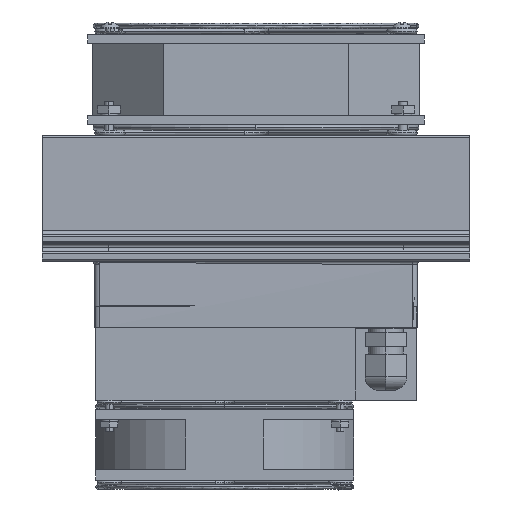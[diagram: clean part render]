
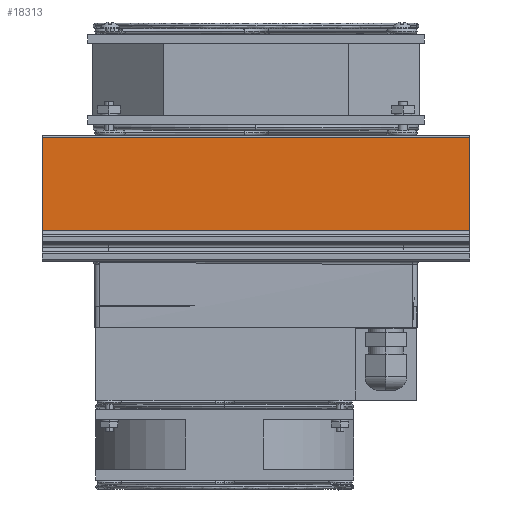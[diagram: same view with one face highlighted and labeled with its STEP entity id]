
A CAD part, left-side view. The second image highlights one B-rep face of the part: STEP entity #18313.
In plain terms, the highlighted planar face has unit normal (-1, 0, 0.003).
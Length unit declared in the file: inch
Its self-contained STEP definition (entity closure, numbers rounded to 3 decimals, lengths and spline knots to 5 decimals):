
#3427 = CARTESIAN_POINT ( 'NONE',  ( -1.21689, -12.55433, 5.38683 ) ) ;
#3721 = DIRECTION ( 'NONE',  ( 0., -1., 0. ) ) ;
#3750 = DIRECTION ( 'NONE',  ( -0.003, 0., -1. ) ) ;
#4352 = LINE ( 'NONE', #3427, #31412 ) ;
#4499 = EDGE_CURVE ( 'NONE', #34709, #38860, #31632, .T. ) ;
#9546 = CARTESIAN_POINT ( 'NONE',  ( -1.21289, -12.55433, 6.6959 ) ) ;
#12898 = VERTEX_POINT ( 'NONE', #23825 ) ;
#14397 = CARTESIAN_POINT ( 'NONE',  ( -1.21289, -4.55433, 6.6959 ) ) ;
#14826 = CARTESIAN_POINT ( 'NONE',  ( -1.21689, -4.55433, 5.38683 ) ) ;
#18313 = ADVANCED_FACE ( 'NONE', ( #38965 ), #35840, .T. ) ;
#18419 = DIRECTION ( 'NONE',  ( 0.003, 0., 1. ) ) ;
#19381 = CARTESIAN_POINT ( 'NONE',  ( -1.21289, -6.55433, 6.6959 ) ) ;
#19828 = ORIENTED_EDGE ( 'NONE', *, *, #4499, .T. ) ;
#21177 = DIRECTION ( 'NONE',  ( 0.003, 0., 1. ) ) ;
#21508 = CARTESIAN_POINT ( 'NONE',  ( -1.21689, -6.55433, 5.38683 ) ) ;
#21630 = CARTESIAN_POINT ( 'NONE',  ( -1.21689, -4.55433, 5.38683 ) ) ;
#23082 = CARTESIAN_POINT ( 'NONE',  ( -1.21689, -6.55433, 5.38683 ) ) ;
#23524 = VECTOR ( 'NONE', #31890, 39.37008 ) ;
#23825 = CARTESIAN_POINT ( 'NONE',  ( -1.21689, -12.55433, 5.38683 ) ) ;
#24338 = EDGE_CURVE ( 'NONE', #27842, #12898, #42643, .T. ) ;
#26329 = ORIENTED_EDGE ( 'NONE', *, *, #26581, .T. ) ;
#26581 = EDGE_CURVE ( 'NONE', #38860, #27842, #29350, .T. ) ;
#27842 = VERTEX_POINT ( 'NONE', #23082 ) ;
#28020 = EDGE_CURVE ( 'NONE', #12898, #34709, #4352, .T. ) ;
#28826 = ORIENTED_EDGE ( 'NONE', *, *, #28020, .T. ) ;
#29350 = LINE ( 'NONE', #21508, #37587 ) ;
#31412 = VECTOR ( 'NONE', #21177, 39.37008 ) ;
#31632 = LINE ( 'NONE', #14397, #23524 ) ;
#31890 = DIRECTION ( 'NONE',  ( 0., 1., 0. ) ) ;
#32189 = VECTOR ( 'NONE', #3721, 39.37008 ) ;
#34709 = VERTEX_POINT ( 'NONE', #9546 ) ;
#35251 = AXIS2_PLACEMENT_3D ( 'NONE', #14826, #39410, #18419 ) ;
#35840 = PLANE ( 'NONE',  #35251 ) ;
#36215 = EDGE_LOOP ( 'NONE', ( #28826, #19828, #26329, #40952 ) ) ;
#37587 = VECTOR ( 'NONE', #3750, 39.37008 ) ;
#38860 = VERTEX_POINT ( 'NONE', #19381 ) ;
#38965 = FACE_OUTER_BOUND ( 'NONE', #36215, .T. ) ;
#39410 = DIRECTION ( 'NONE',  ( -1., 0., 0.003 ) ) ;
#40952 = ORIENTED_EDGE ( 'NONE', *, *, #24338, .T. ) ;
#42643 = LINE ( 'NONE', #21630, #32189 ) ;
